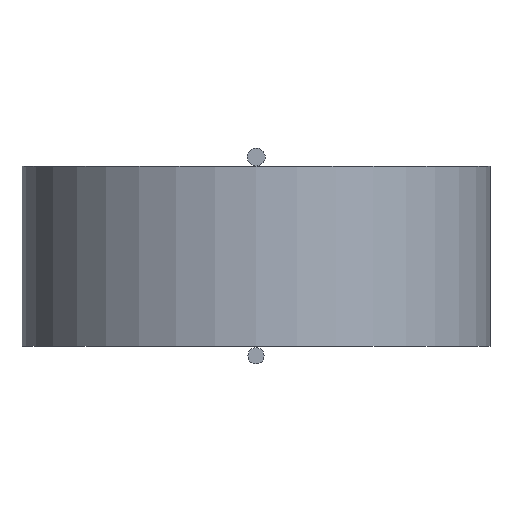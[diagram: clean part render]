
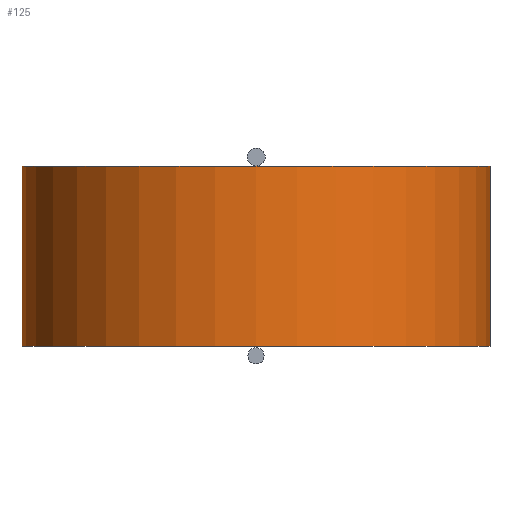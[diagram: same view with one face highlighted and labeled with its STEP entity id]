
A CAD part, front view. The second image highlights one B-rep face of the part: STEP entity #125.
In plain terms, the highlighted cylindrical face has radius 6.5 mm (diameter 13 mm), a partial arc.
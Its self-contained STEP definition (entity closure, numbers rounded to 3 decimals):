
#8 = EDGE_CURVE ( 'NONE', #239, #365, #11, .T. ) ;
#10 = ORIENTED_EDGE ( 'NONE', *, *, #145, .T. ) ;
#11 = LINE ( 'NONE', #214, #180 ) ;
#23 = LINE ( 'NONE', #80, #146 ) ;
#28 = CARTESIAN_POINT ( 'NONE',  ( -6.5, 0., 5. ) ) ;
#49 = DIRECTION ( 'NONE',  ( -1., 0., 0. ) ) ;
#55 = CARTESIAN_POINT ( 'NONE',  ( 6.5, 0., 0. ) ) ;
#56 = EDGE_CURVE ( 'NONE', #366, #299, #23, .T. ) ;
#61 = CARTESIAN_POINT ( 'NONE',  ( -6.5, 0., 0. ) ) ;
#68 = DIRECTION ( 'NONE',  ( 1., 0., 0. ) ) ;
#79 = CIRCLE ( 'NONE', #87, 6.5 ) ;
#80 = CARTESIAN_POINT ( 'NONE',  ( 6.5, 0., 5. ) ) ;
#87 = AXIS2_PLACEMENT_3D ( 'NONE', #330, #394, #68 ) ;
#100 = ORIENTED_EDGE ( 'NONE', *, *, #318, .F. ) ;
#106 = CARTESIAN_POINT ( 'NONE',  ( 0., 0., 5. ) ) ;
#111 = FACE_OUTER_BOUND ( 'NONE', #425, .T. ) ;
#114 = AXIS2_PLACEMENT_3D ( 'NONE', #342, #179, #313 ) ;
#125 = ADVANCED_FACE ( 'NONE', ( #111 ), #177, .T. ) ;
#126 = CIRCLE ( 'NONE', #114, 6.5 ) ;
#138 = CARTESIAN_POINT ( 'NONE',  ( 6.5, 0., 5. ) ) ;
#145 = EDGE_CURVE ( 'NONE', #365, #299, #126, .T. ) ;
#146 = VECTOR ( 'NONE', #378, 1000. ) ;
#154 = DIRECTION ( 'NONE',  ( 0., 0., -1. ) ) ;
#171 = ORIENTED_EDGE ( 'NONE', *, *, #8, .T. ) ;
#177 = CYLINDRICAL_SURFACE ( 'NONE', #196, 6.5 ) ;
#179 = DIRECTION ( 'NONE',  ( 0., 0., 1. ) ) ;
#180 = VECTOR ( 'NONE', #154, 1000. ) ;
#196 = AXIS2_PLACEMENT_3D ( 'NONE', #106, #242, #49 ) ;
#214 = CARTESIAN_POINT ( 'NONE',  ( -6.5, 0., 5. ) ) ;
#239 = VERTEX_POINT ( 'NONE', #28 ) ;
#242 = DIRECTION ( 'NONE',  ( 0., 0., -1. ) ) ;
#299 = VERTEX_POINT ( 'NONE', #55 ) ;
#313 = DIRECTION ( 'NONE',  ( 1., 0., 0. ) ) ;
#318 = EDGE_CURVE ( 'NONE', #239, #366, #79, .T. ) ;
#330 = CARTESIAN_POINT ( 'NONE',  ( 0., 0., 5. ) ) ;
#342 = CARTESIAN_POINT ( 'NONE',  ( 0., 0., 0. ) ) ;
#365 = VERTEX_POINT ( 'NONE', #61 ) ;
#366 = VERTEX_POINT ( 'NONE', #138 ) ;
#378 = DIRECTION ( 'NONE',  ( 0., 0., -1. ) ) ;
#394 = DIRECTION ( 'NONE',  ( 0., 0., 1. ) ) ;
#412 = ORIENTED_EDGE ( 'NONE', *, *, #56, .F. ) ;
#425 = EDGE_LOOP ( 'NONE', ( #412, #100, #171, #10 ) ) ;
